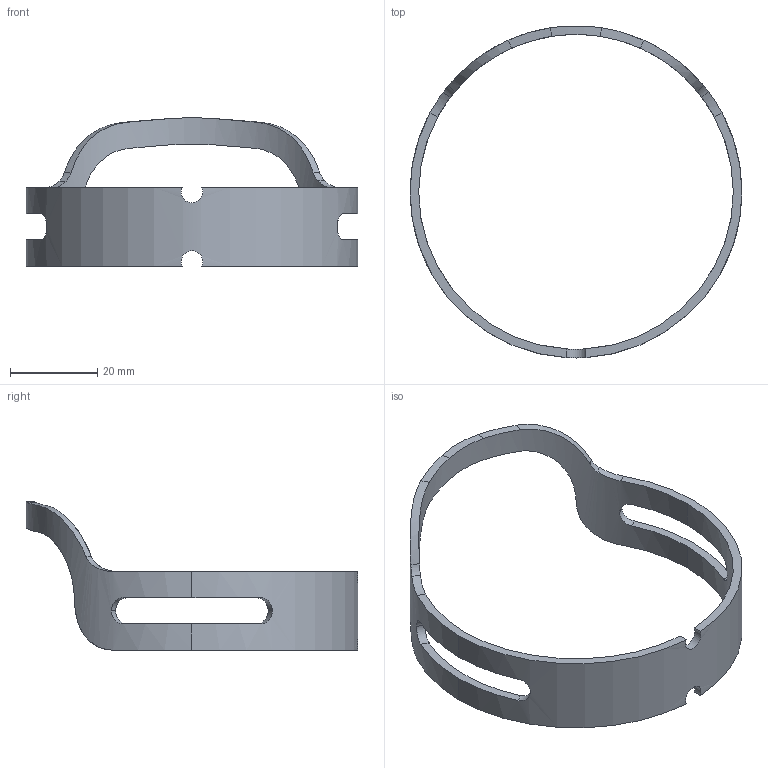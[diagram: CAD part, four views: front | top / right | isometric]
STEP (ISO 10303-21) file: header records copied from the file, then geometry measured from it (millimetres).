
FILE_DESCRIPTION (( 'STEP AP203' ), '1' );
FILE_NAME ('fourchette.STEP', '2018-02-14T18:01:10', ( '' ), ( '' ), 'SwSTEP 2.0', 'SolidWorks 2015', '' );
FILE_SCHEMA (( 'CONFIG_CONTROL_DESIGN' ));
Length unit declared in the file: millimetre
Products named in the file (1): fourchette
Bounding box: 76.1 x 76.06 x 33.97 mm (x, y, z)
Volume: 6144.1 mm3; surface area: 7510.6 mm2
Topology: 1 solids, 1 shells, 41 faces, 135 edges, 90 vertices
Faces by surface type: bspline 18, cylinder 15, plane 8
Entity records: 3322 total; most frequent: CARTESIAN_POINT 2229, ORIENTED_EDGE 270, DIRECTION 137, EDGE_CURVE 135, VERTEX_POINT 90, B_SPLINE_CURVE_WITH_KNOTS 78, AXIS2_PLACEMENT_3D 56, EDGE_LOOP 41
